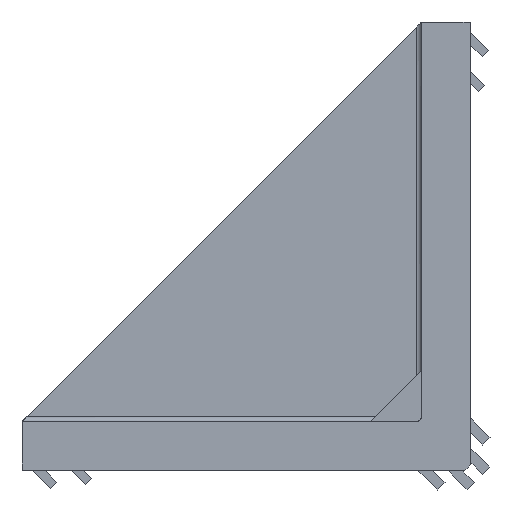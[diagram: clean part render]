
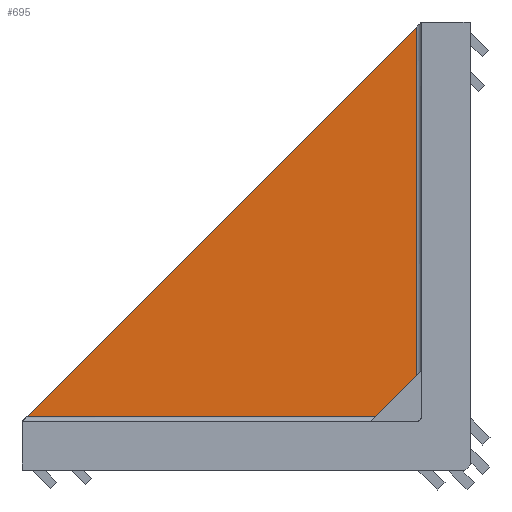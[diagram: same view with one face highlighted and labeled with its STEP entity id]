
A CAD part, left-side view. The second image highlights one B-rep face of the part: STEP entity #695.
In plain terms, the highlighted planar face has unit normal (-1, 0, 0).
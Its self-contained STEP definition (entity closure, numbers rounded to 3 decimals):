
#311 = VECTOR ( 'NONE', #3035, 1000. ) ;
#462 = CARTESIAN_POINT ( 'NONE',  ( 14.7, 43.75, -34.25 ) ) ;
#490 = EDGE_LOOP ( 'NONE', ( #3168, #694, #764 ) ) ;
#560 = VERTEX_POINT ( 'NONE', #2108 ) ;
#694 = ORIENTED_EDGE ( 'NONE', *, *, #1277, .T. ) ;
#695 = ADVANCED_FACE ( 'NONE', ( #5431 ), #3145, .F. ) ;
#764 = ORIENTED_EDGE ( 'NONE', *, *, #5413, .F. ) ;
#1277 = EDGE_CURVE ( 'NONE', #3193, #3172, #2414, .T. ) ;
#1303 = DIRECTION ( 'NONE',  ( 0., -1., 0. ) ) ;
#1442 = CARTESIAN_POINT ( 'NONE',  ( 14.7, -33.25, -33.25 ) ) ;
#1507 = VECTOR ( 'NONE', #1303, 1000. ) ;
#1771 = CARTESIAN_POINT ( 'NONE',  ( 14.7, -33.25, 42.75 ) ) ;
#1835 = DIRECTION ( 'NONE',  ( 0., 0., -1. ) ) ;
#2108 = CARTESIAN_POINT ( 'NONE',  ( 14.7, 42.75, -33.25 ) ) ;
#2414 = LINE ( 'NONE', #5050, #311 ) ;
#2487 = VECTOR ( 'NONE', #5067, 1000. ) ;
#3035 = DIRECTION ( 'NONE',  ( 0., 0., 1. ) ) ;
#3145 = PLANE ( 'NONE',  #4357 ) ;
#3162 = CARTESIAN_POINT ( 'NONE',  ( 14.7, 43.75, 43.75 ) ) ;
#3168 = ORIENTED_EDGE ( 'NONE', *, *, #5408, .T. ) ;
#3172 = VERTEX_POINT ( 'NONE', #1771 ) ;
#3193 = VERTEX_POINT ( 'NONE', #1442 ) ;
#3884 = LINE ( 'NONE', #4240, #1507 ) ;
#4240 = CARTESIAN_POINT ( 'NONE',  ( 14.7, -34.25, -33.25 ) ) ;
#4357 = AXIS2_PLACEMENT_3D ( 'NONE', #3162, #4772, #1835 ) ;
#4723 = LINE ( 'NONE', #462, #2487 ) ;
#4772 = DIRECTION ( 'NONE',  ( 1., 0., 0. ) ) ;
#5050 = CARTESIAN_POINT ( 'NONE',  ( 14.7, -33.25, 43.75 ) ) ;
#5067 = DIRECTION ( 'NONE',  ( 0., -0.707, 0.707 ) ) ;
#5408 = EDGE_CURVE ( 'NONE', #560, #3193, #3884, .T. ) ;
#5413 = EDGE_CURVE ( 'NONE', #560, #3172, #4723, .T. ) ;
#5431 = FACE_OUTER_BOUND ( 'NONE', #490, .T. ) ;
